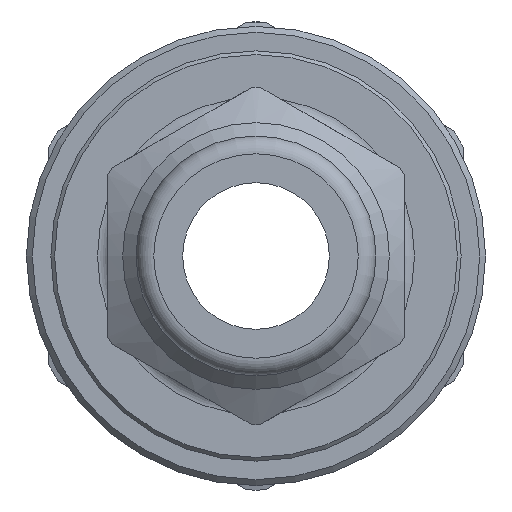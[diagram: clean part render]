
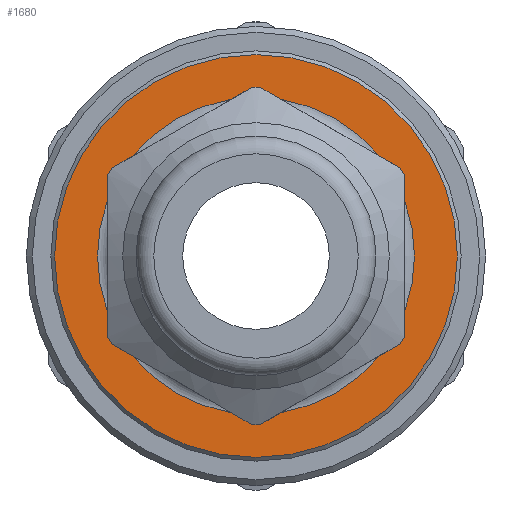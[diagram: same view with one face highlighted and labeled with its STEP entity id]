
A CAD part, left-side view. The second image highlights one B-rep face of the part: STEP entity #1680.
In plain terms, the highlighted planar face has unit normal (-1, 0, 0).
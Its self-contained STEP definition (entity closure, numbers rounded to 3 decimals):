
#1638=CARTESIAN_POINT('',(23.5,6.8,0.));
#1639=VERTEX_POINT('',#1638);
#1640=CARTESIAN_POINT('',(23.5,0.0,0.0));
#1641=DIRECTION('',(1.0,0.0,0.0));
#1642=DIRECTION('',(0.0,-1.0,0.0));
#1643=AXIS2_PLACEMENT_3D('',#1640,#1641,#1642);
#1644=CIRCLE('',#1643,6.8);
#1645=EDGE_CURVE('',#1639,#1639,#1644,.T.);
#1661=CARTESIAN_POINT('',(23.5,5.925,0.0));
#1662=DIRECTION('',(-1.0,0.0,0.0));
#1663=DIRECTION('',(0.0,0.0,1.0));
#1664=AXIS2_PLACEMENT_3D('',#1661,#1662,#1663);
#1665=PLANE('',#1664);
#1666=ORIENTED_EDGE('',*,*,#1645,.F.);
#1667=EDGE_LOOP('',(#1666));
#1668=FACE_OUTER_BOUND('',#1667,.T.);
#1669=CARTESIAN_POINT('',(23.5,5.35,0.));
#1670=VERTEX_POINT('',#1669);
#1671=CARTESIAN_POINT('',(23.5,0.0,0.0));
#1672=DIRECTION('',(-1.0,0.0,0.0));
#1673=DIRECTION('',(0.0,-1.0,0.0));
#1674=AXIS2_PLACEMENT_3D('',#1671,#1672,#1673);
#1675=CIRCLE('',#1674,5.35);
#1676=EDGE_CURVE('',#1670,#1670,#1675,.T.);
#1677=ORIENTED_EDGE('',*,*,#1676,.F.);
#1678=EDGE_LOOP('',(#1677));
#1679=FACE_BOUND('',#1678,.T.);
#1680=ADVANCED_FACE('',(#1668,#1679),#1665,.T.);
